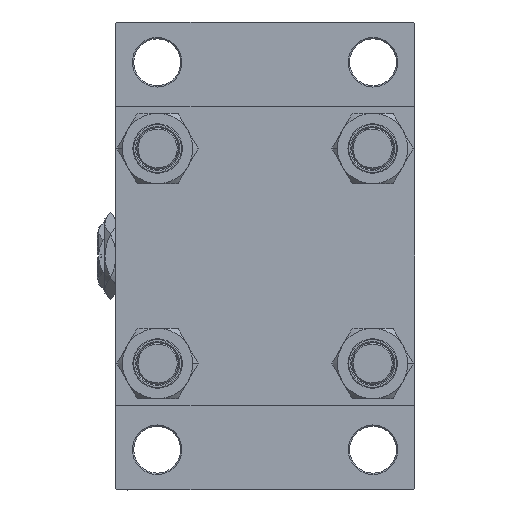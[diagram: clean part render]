
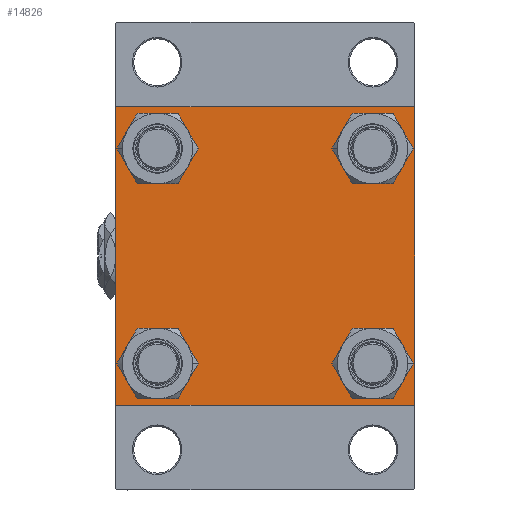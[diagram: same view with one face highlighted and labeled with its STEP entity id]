
A CAD part, left-side view. The second image highlights one B-rep face of the part: STEP entity #14826.
In plain terms, the highlighted planar face has unit normal (-1, 0, 0).
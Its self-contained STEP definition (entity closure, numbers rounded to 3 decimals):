
#1046 = LINE ( 'NONE', #33182, #32703 ) ;
#1672 = CARTESIAN_POINT ( 'NONE',  ( 0., 0., 0. ) ) ;
#1822 = CARTESIAN_POINT ( 'NONE',  ( 0., 57.5, 57.5 ) ) ;
#2335 = DIRECTION ( 'NONE',  ( 0., 0.707, 0.707 ) ) ;
#2861 = EDGE_CURVE ( 'NONE', #7778, #39260, #39185, .T. ) ;
#2896 = DIRECTION ( 'NONE',  ( 1., 0., 0. ) ) ;
#3236 = CARTESIAN_POINT ( 'NONE',  ( 0., -41.35, 32.85 ) ) ;
#3280 = ORIENTED_EDGE ( 'NONE', *, *, #10975, .T. ) ;
#3552 = ORIENTED_EDGE ( 'NONE', *, *, #27263, .T. ) ;
#3622 = VECTOR ( 'NONE', #40767, 1000. ) ;
#3800 = EDGE_CURVE ( 'NONE', #39260, #6008, #46271, .T. ) ;
#5612 = FACE_BOUND ( 'NONE', #26999, .T. ) ;
#6008 = VERTEX_POINT ( 'NONE', #23857 ) ;
#6119 = EDGE_CURVE ( 'NONE', #50750, #30066, #49916, .T. ) ;
#6137 = ORIENTED_EDGE ( 'NONE', *, *, #47073, .T. ) ;
#6309 = CARTESIAN_POINT ( 'NONE',  ( 0., 57.25, -57.25 ) ) ;
#6398 = VECTOR ( 'NONE', #35531, 1000. ) ;
#6954 = LINE ( 'NONE', #15571, #11051 ) ;
#7234 = CARTESIAN_POINT ( 'NONE',  ( 0., -41.35, 41.35 ) ) ;
#7536 = AXIS2_PLACEMENT_3D ( 'NONE', #23809, #36589, #49103 ) ;
#7778 = VERTEX_POINT ( 'NONE', #40856 ) ;
#8319 = EDGE_CURVE ( 'NONE', #24083, #7778, #35340, .T. ) ;
#8750 = FACE_OUTER_BOUND ( 'NONE', #41410, .T. ) ;
#9517 = FACE_BOUND ( 'NONE', #13414, .T. ) ;
#10235 = DIRECTION ( 'NONE',  ( 1., 0., 0. ) ) ;
#10323 = DIRECTION ( 'NONE',  ( 0., 0., 1. ) ) ;
#10823 = CARTESIAN_POINT ( 'NONE',  ( 0., 57., 57.5 ) ) ;
#10975 = EDGE_CURVE ( 'NONE', #31107, #50918, #30093, .T. ) ;
#11051 = VECTOR ( 'NONE', #47434, 1000. ) ;
#11122 = AXIS2_PLACEMENT_3D ( 'NONE', #50019, #29931, #10323 ) ;
#11800 = VERTEX_POINT ( 'NONE', #3236 ) ;
#12134 = AXIS2_PLACEMENT_3D ( 'NONE', #28360, #27582, #39327 ) ;
#12321 = CIRCLE ( 'NONE', #29010, 8.5 ) ;
#12747 = AXIS2_PLACEMENT_3D ( 'NONE', #46021, #10235, #37411 ) ;
#13117 = AXIS2_PLACEMENT_3D ( 'NONE', #7234, #15857, #23199 ) ;
#13159 = ORIENTED_EDGE ( 'NONE', *, *, #23284, .T. ) ;
#13414 = EDGE_LOOP ( 'NONE', ( #6137, #3280 ) ) ;
#13685 = DIRECTION ( 'NONE',  ( 1., 0., 0. ) ) ;
#14326 = CARTESIAN_POINT ( 'NONE',  ( 0., 41.35, -49.85 ) ) ;
#14651 = ORIENTED_EDGE ( 'NONE', *, *, #43453, .T. ) ;
#14826 = ADVANCED_FACE ( 'NONE', ( #45299, #9517, #5612, #37466, #8750 ), #21550, .T. ) ;
#14973 = CARTESIAN_POINT ( 'NONE',  ( 0., 57.25, 57.25 ) ) ;
#15494 = DIRECTION ( 'NONE',  ( 0., 0.707, -0.707 ) ) ;
#15571 = CARTESIAN_POINT ( 'NONE',  ( 0., -57.25, -57.25 ) ) ;
#15857 = DIRECTION ( 'NONE',  ( 1., 0., 0. ) ) ;
#16488 = CARTESIAN_POINT ( 'NONE',  ( 0., -57.5, 57.5 ) ) ;
#17253 = VERTEX_POINT ( 'NONE', #14326 ) ;
#17612 = DIRECTION ( 'NONE',  ( -1., 0., 0. ) ) ;
#18041 = CARTESIAN_POINT ( 'NONE',  ( 0., 41.35, -32.85 ) ) ;
#18559 = ORIENTED_EDGE ( 'NONE', *, *, #37238, .T. ) ;
#18955 = ORIENTED_EDGE ( 'NONE', *, *, #2861, .T. ) ;
#19705 = EDGE_CURVE ( 'NONE', #24083, #25823, #42829, .T. ) ;
#19782 = CIRCLE ( 'NONE', #13117, 8.5 ) ;
#20539 = VECTOR ( 'NONE', #2335, 1000. ) ;
#20618 = VECTOR ( 'NONE', #46536, 1000. ) ;
#21550 = PLANE ( 'NONE',  #21761 ) ;
#21761 = AXIS2_PLACEMENT_3D ( 'NONE', #1672, #17612, #40362 ) ;
#21780 = DIRECTION ( 'NONE',  ( 0., 0., 1. ) ) ;
#22493 = CARTESIAN_POINT ( 'NONE',  ( 0., 57.5, -57. ) ) ;
#23199 = DIRECTION ( 'NONE',  ( 0., 0., 1. ) ) ;
#23284 = EDGE_CURVE ( 'NONE', #6008, #45714, #1046, .T. ) ;
#23809 = CARTESIAN_POINT ( 'NONE',  ( 0., -41.35, -41.35 ) ) ;
#23857 = CARTESIAN_POINT ( 'NONE',  ( 0., 57., -57.5 ) ) ;
#24083 = VERTEX_POINT ( 'NONE', #10823 ) ;
#24860 = LINE ( 'NONE', #16488, #3622 ) ;
#24921 = ORIENTED_EDGE ( 'NONE', *, *, #8319, .T. ) ;
#25433 = ORIENTED_EDGE ( 'NONE', *, *, #34878, .T. ) ;
#25823 = VERTEX_POINT ( 'NONE', #45608 ) ;
#26186 = ORIENTED_EDGE ( 'NONE', *, *, #3800, .T. ) ;
#26390 = CARTESIAN_POINT ( 'NONE',  ( 0., -57.25, 57.25 ) ) ;
#26658 = VECTOR ( 'NONE', #15494, 1000. ) ;
#26999 = EDGE_LOOP ( 'NONE', ( #14651, #3552 ) ) ;
#27263 = EDGE_CURVE ( 'NONE', #17253, #43534, #30284, .T. ) ;
#27582 = DIRECTION ( 'NONE',  ( 1., 0., 0. ) ) ;
#28027 = CARTESIAN_POINT ( 'NONE',  ( 0., -57.5, 57. ) ) ;
#28319 = ORIENTED_EDGE ( 'NONE', *, *, #37863, .T. ) ;
#28360 = CARTESIAN_POINT ( 'NONE',  ( 0., 41.35, 41.35 ) ) ;
#28507 = AXIS2_PLACEMENT_3D ( 'NONE', #40524, #48103, #44189 ) ;
#29010 = AXIS2_PLACEMENT_3D ( 'NONE', #37199, #13685, #21780 ) ;
#29405 = CARTESIAN_POINT ( 'NONE',  ( 0., -57., -57.5 ) ) ;
#29883 = CARTESIAN_POINT ( 'NONE',  ( 0., -57.5, -57. ) ) ;
#29931 = DIRECTION ( 'NONE',  ( 1., 0., 0. ) ) ;
#30066 = VERTEX_POINT ( 'NONE', #31827 ) ;
#30093 = CIRCLE ( 'NONE', #7536, 8.5 ) ;
#30284 = CIRCLE ( 'NONE', #12747, 8.5 ) ;
#30315 = DIRECTION ( 'NONE',  ( 0., -1., 0. ) ) ;
#31107 = VERTEX_POINT ( 'NONE', #45137 ) ;
#31378 = DIRECTION ( 'NONE',  ( 0., 0., 1. ) ) ;
#31590 = ORIENTED_EDGE ( 'NONE', *, *, #47247, .F. ) ;
#31827 = CARTESIAN_POINT ( 'NONE',  ( 0., 41.35, 49.85 ) ) ;
#32669 = DIRECTION ( 'NONE',  ( 0., -1., 0. ) ) ;
#32703 = VECTOR ( 'NONE', #32669, 1000. ) ;
#32918 = CARTESIAN_POINT ( 'NONE',  ( 0., -41.35, 49.85 ) ) ;
#33182 = CARTESIAN_POINT ( 'NONE',  ( 0., 57.5, -57.5 ) ) ;
#33185 = EDGE_CURVE ( 'NONE', #30066, #50750, #34665, .T. ) ;
#33979 = ORIENTED_EDGE ( 'NONE', *, *, #19705, .F. ) ;
#34258 = CARTESIAN_POINT ( 'NONE',  ( 0., 41.35, 41.35 ) ) ;
#34465 = CIRCLE ( 'NONE', #11122, 8.5 ) ;
#34665 = CIRCLE ( 'NONE', #12134, 8.5 ) ;
#34878 = EDGE_CURVE ( 'NONE', #51171, #25823, #38126, .T. ) ;
#35020 = CARTESIAN_POINT ( 'NONE',  ( 0., 57.5, 57.5 ) ) ;
#35340 = LINE ( 'NONE', #14973, #26658 ) ;
#35531 = DIRECTION ( 'NONE',  ( 0., 0., -1. ) ) ;
#36589 = DIRECTION ( 'NONE',  ( 1., 0., 0. ) ) ;
#36802 = VERTEX_POINT ( 'NONE', #29883 ) ;
#37199 = CARTESIAN_POINT ( 'NONE',  ( 0., -41.35, 41.35 ) ) ;
#37238 = EDGE_CURVE ( 'NONE', #41241, #11800, #19782, .T. ) ;
#37241 = ORIENTED_EDGE ( 'NONE', *, *, #44961, .T. ) ;
#37411 = DIRECTION ( 'NONE',  ( 0., 0., 1. ) ) ;
#37466 = FACE_BOUND ( 'NONE', #50401, .T. ) ;
#37863 = EDGE_CURVE ( 'NONE', #11800, #41241, #12321, .T. ) ;
#38126 = LINE ( 'NONE', #26390, #20539 ) ;
#38322 = EDGE_LOOP ( 'NONE', ( #18559, #28319 ) ) ;
#39185 = LINE ( 'NONE', #35020, #6398 ) ;
#39260 = VERTEX_POINT ( 'NONE', #22493 ) ;
#39327 = DIRECTION ( 'NONE',  ( 0., 0., 1. ) ) ;
#40362 = DIRECTION ( 'NONE',  ( 0., 0., 1. ) ) ;
#40524 = CARTESIAN_POINT ( 'NONE',  ( 0., 41.35, -41.35 ) ) ;
#40767 = DIRECTION ( 'NONE',  ( 0., 0., -1. ) ) ;
#40856 = CARTESIAN_POINT ( 'NONE',  ( 0., 57.5, 57. ) ) ;
#41241 = VERTEX_POINT ( 'NONE', #32918 ) ;
#41410 = EDGE_LOOP ( 'NONE', ( #18955, #26186, #13159, #37241, #31590, #25433, #33979, #24921 ) ) ;
#42579 = VECTOR ( 'NONE', #30315, 1000. ) ;
#42678 = CIRCLE ( 'NONE', #28507, 8.5 ) ;
#42829 = LINE ( 'NONE', #1822, #42579 ) ;
#43453 = EDGE_CURVE ( 'NONE', #43534, #17253, #42678, .T. ) ;
#43534 = VERTEX_POINT ( 'NONE', #18041 ) ;
#44189 = DIRECTION ( 'NONE',  ( 0., 0., 1. ) ) ;
#44961 = EDGE_CURVE ( 'NONE', #45714, #36802, #6954, .T. ) ;
#45137 = CARTESIAN_POINT ( 'NONE',  ( 0., -41.35, -49.85 ) ) ;
#45299 = FACE_BOUND ( 'NONE', #38322, .T. ) ;
#45608 = CARTESIAN_POINT ( 'NONE',  ( 0., -57., 57.5 ) ) ;
#45714 = VERTEX_POINT ( 'NONE', #29405 ) ;
#46021 = CARTESIAN_POINT ( 'NONE',  ( 0., 41.35, -41.35 ) ) ;
#46271 = LINE ( 'NONE', #6309, #20618 ) ;
#46536 = DIRECTION ( 'NONE',  ( 0., -0.707, -0.707 ) ) ;
#47073 = EDGE_CURVE ( 'NONE', #50918, #31107, #34465, .T. ) ;
#47247 = EDGE_CURVE ( 'NONE', #51171, #36802, #24860, .T. ) ;
#47434 = DIRECTION ( 'NONE',  ( 0., -0.707, 0.707 ) ) ;
#47934 = CARTESIAN_POINT ( 'NONE',  ( 0., -41.35, -32.85 ) ) ;
#48103 = DIRECTION ( 'NONE',  ( 1., 0., 0. ) ) ;
#48415 = ORIENTED_EDGE ( 'NONE', *, *, #33185, .T. ) ;
#48507 = CARTESIAN_POINT ( 'NONE',  ( 0., 41.35, 32.85 ) ) ;
#49103 = DIRECTION ( 'NONE',  ( 0., 0., 1. ) ) ;
#49916 = CIRCLE ( 'NONE', #51586, 8.5 ) ;
#50019 = CARTESIAN_POINT ( 'NONE',  ( 0., -41.35, -41.35 ) ) ;
#50401 = EDGE_LOOP ( 'NONE', ( #48415, #51011 ) ) ;
#50750 = VERTEX_POINT ( 'NONE', #48507 ) ;
#50918 = VERTEX_POINT ( 'NONE', #47934 ) ;
#51011 = ORIENTED_EDGE ( 'NONE', *, *, #6119, .T. ) ;
#51171 = VERTEX_POINT ( 'NONE', #28027 ) ;
#51586 = AXIS2_PLACEMENT_3D ( 'NONE', #34258, #2896, #31378 ) ;
